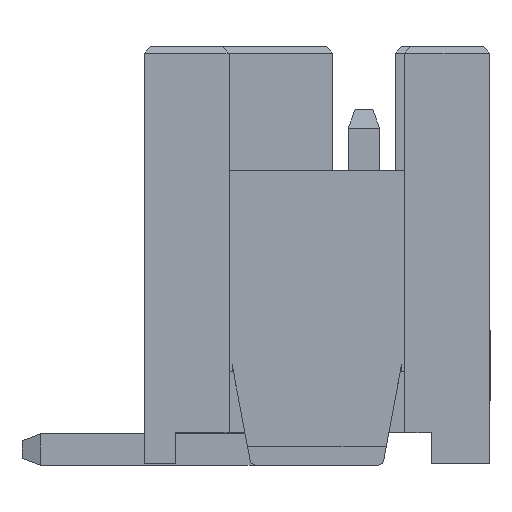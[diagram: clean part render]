
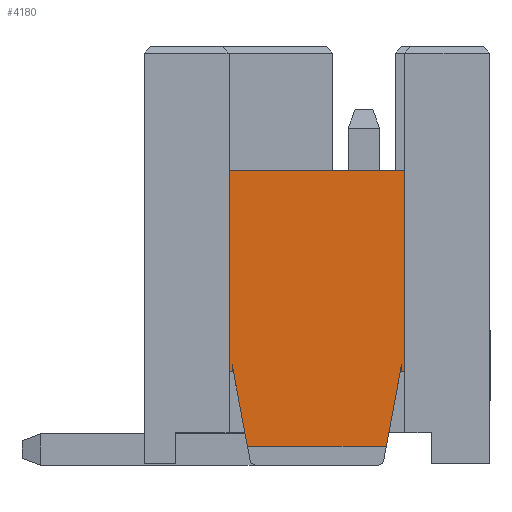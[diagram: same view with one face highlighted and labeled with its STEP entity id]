
A CAD part, left-side view. The second image highlights one B-rep face of the part: STEP entity #4180.
In plain terms, the highlighted planar face has unit normal (-1, 0, 0).
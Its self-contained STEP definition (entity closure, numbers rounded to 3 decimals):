
#9 = ORIENTED_EDGE ( 'NONE', *, *, #17732, .F. ) ;
#124 = DIRECTION ( 'NONE',  ( 0., 0., 1. ) ) ;
#969 = CARTESIAN_POINT ( 'NONE',  ( -9.5, -2.325, 4.68 ) ) ;
#1145 = ORIENTED_EDGE ( 'NONE', *, *, #21774, .F. ) ;
#1197 = CARTESIAN_POINT ( 'NONE',  ( -9.5, -2.325, 0.28 ) ) ;
#1287 = CARTESIAN_POINT ( 'NONE',  ( -9.5, -2.775, 1.48 ) ) ;
#1742 = VERTEX_POINT ( 'NONE', #26398 ) ;
#2940 = EDGE_CURVE ( 'NONE', #16200, #13768, #20350, .T. ) ;
#3160 = CARTESIAN_POINT ( 'NONE',  ( -9.5, 0.825, 1.48 ) ) ;
#3576 = ORIENTED_EDGE ( 'NONE', *, *, #25719, .T. ) ;
#3714 = ORIENTED_EDGE ( 'NONE', *, *, #24192, .T. ) ;
#3747 = VECTOR ( 'NONE', #11859, 1000. ) ;
#4060 = VERTEX_POINT ( 'NONE', #1287 ) ;
#4180 = ADVANCED_FACE ( 'NONE', ( #16753 ), #5970, .T. ) ;
#4348 = LINE ( 'NONE', #8654, #18724 ) ;
#4357 = VECTOR ( 'NONE', #22630, 1000. ) ;
#4358 = CARTESIAN_POINT ( 'NONE',  ( -9.5, 0.825, 1.48 ) ) ;
#4554 = ORIENTED_EDGE ( 'NONE', *, *, #18437, .F. ) ;
#5012 = LINE ( 'NONE', #3160, #4357 ) ;
#5970 = PLANE ( 'NONE',  #6600 ) ;
#6600 = AXIS2_PLACEMENT_3D ( 'NONE', #19587, #21163, #25578 ) ;
#7038 = DIRECTION ( 'NONE',  ( 0., 0., -1. ) ) ;
#7428 = LINE ( 'NONE', #13836, #12464 ) ;
#7607 = LINE ( 'NONE', #14410, #22170 ) ;
#7751 = CARTESIAN_POINT ( 'NONE',  ( -9.5, -2.081, 0.28 ) ) ;
#7951 = VECTOR ( 'NONE', #18006, 1000. ) ;
#8654 = CARTESIAN_POINT ( 'NONE',  ( -9.5, -2.775, 1.48 ) ) ;
#8913 = CARTESIAN_POINT ( 'NONE',  ( -9.5, 0.375, 0.18 ) ) ;
#8947 = EDGE_CURVE ( 'NONE', #12516, #14072, #22120, .T. ) ;
#8963 = LINE ( 'NONE', #20147, #18005 ) ;
#9455 = DIRECTION ( 'NONE',  ( 0., 0.184, -0.983 ) ) ;
#9867 = LINE ( 'NONE', #14243, #22583 ) ;
#10013 = VECTOR ( 'NONE', #7038, 1000. ) ;
#10450 = VERTEX_POINT ( 'NONE', #14441 ) ;
#10688 = EDGE_CURVE ( 'NONE', #1742, #4060, #7607, .T. ) ;
#10695 = CARTESIAN_POINT ( 'NONE',  ( -9.5, 0.825, 4.68 ) ) ;
#11318 = EDGE_CURVE ( 'NONE', #4060, #12516, #4348, .T. ) ;
#11700 = DIRECTION ( 'NONE',  ( 0., 0.184, 0.983 ) ) ;
#11859 = DIRECTION ( 'NONE',  ( 0., 1., 0. ) ) ;
#12464 = VECTOR ( 'NONE', #26345, 1000. ) ;
#12516 = VERTEX_POINT ( 'NONE', #27025 ) ;
#13768 = VERTEX_POINT ( 'NONE', #7751 ) ;
#13836 = CARTESIAN_POINT ( 'NONE',  ( -9.5, 0.825, 1.48 ) ) ;
#14072 = VERTEX_POINT ( 'NONE', #10695 ) ;
#14243 = CARTESIAN_POINT ( 'NONE',  ( -9.5, 0.03, -0.262 ) ) ;
#14410 = CARTESIAN_POINT ( 'NONE',  ( -9.5, 0.825, 1.48 ) ) ;
#14441 = CARTESIAN_POINT ( 'NONE',  ( -9.5, 0.131, 0.28 ) ) ;
#14980 = ORIENTED_EDGE ( 'NONE', *, *, #18102, .F. ) ;
#16200 = VERTEX_POINT ( 'NONE', #22992 ) ;
#16753 = FACE_OUTER_BOUND ( 'NONE', #22832, .T. ) ;
#17422 = CARTESIAN_POINT ( 'NONE',  ( -9.5, 0.375, 1.58 ) ) ;
#17732 = EDGE_CURVE ( 'NONE', #22171, #27399, #17976, .T. ) ;
#17976 = LINE ( 'NONE', #8913, #10013 ) ;
#18005 = VECTOR ( 'NONE', #21999, 1000. ) ;
#18006 = DIRECTION ( 'NONE',  ( 0., 1., 0. ) ) ;
#18074 = CARTESIAN_POINT ( 'NONE',  ( -9.5, 0.375, 1.48 ) ) ;
#18102 = EDGE_CURVE ( 'NONE', #1742, #16200, #8963, .T. ) ;
#18437 = EDGE_CURVE ( 'NONE', #10450, #22171, #9867, .T. ) ;
#18724 = VECTOR ( 'NONE', #124, 1000. ) ;
#18783 = VERTEX_POINT ( 'NONE', #4358 ) ;
#19587 = CARTESIAN_POINT ( 'NONE',  ( -9.5, -2.325, 0.18 ) ) ;
#20147 = CARTESIAN_POINT ( 'NONE',  ( -9.5, -2.325, 0.18 ) ) ;
#20350 = LINE ( 'NONE', #24488, #22621 ) ;
#21163 = DIRECTION ( 'NONE',  ( -1., 0., 0. ) ) ;
#21774 = EDGE_CURVE ( 'NONE', #13768, #10450, #22929, .T. ) ;
#21999 = DIRECTION ( 'NONE',  ( 0., 0., 1. ) ) ;
#22120 = LINE ( 'NONE', #969, #7951 ) ;
#22170 = VECTOR ( 'NONE', #27472, 1000. ) ;
#22171 = VERTEX_POINT ( 'NONE', #17422 ) ;
#22554 = ORIENTED_EDGE ( 'NONE', *, *, #8947, .T. ) ;
#22583 = VECTOR ( 'NONE', #11700, 1000. ) ;
#22621 = VECTOR ( 'NONE', #9455, 1000. ) ;
#22630 = DIRECTION ( 'NONE',  ( 0., 0., -1. ) ) ;
#22832 = EDGE_LOOP ( 'NONE', ( #9, #4554, #1145, #25937, #14980, #24273, #22904, #22554, #3576, #3714 ) ) ;
#22904 = ORIENTED_EDGE ( 'NONE', *, *, #11318, .T. ) ;
#22929 = LINE ( 'NONE', #1197, #3747 ) ;
#22992 = CARTESIAN_POINT ( 'NONE',  ( -9.5, -2.325, 1.58 ) ) ;
#24192 = EDGE_CURVE ( 'NONE', #18783, #27399, #7428, .T. ) ;
#24273 = ORIENTED_EDGE ( 'NONE', *, *, #10688, .T. ) ;
#24488 = CARTESIAN_POINT ( 'NONE',  ( -9.5, -2.071, 0.228 ) ) ;
#25578 = DIRECTION ( 'NONE',  ( 0., 0., 1. ) ) ;
#25719 = EDGE_CURVE ( 'NONE', #14072, #18783, #5012, .T. ) ;
#25937 = ORIENTED_EDGE ( 'NONE', *, *, #2940, .F. ) ;
#26345 = DIRECTION ( 'NONE',  ( 0., -1., 0. ) ) ;
#26398 = CARTESIAN_POINT ( 'NONE',  ( -9.5, -2.325, 1.48 ) ) ;
#27025 = CARTESIAN_POINT ( 'NONE',  ( -9.5, -2.775, 4.68 ) ) ;
#27399 = VERTEX_POINT ( 'NONE', #18074 ) ;
#27472 = DIRECTION ( 'NONE',  ( 0., -1., 0. ) ) ;
